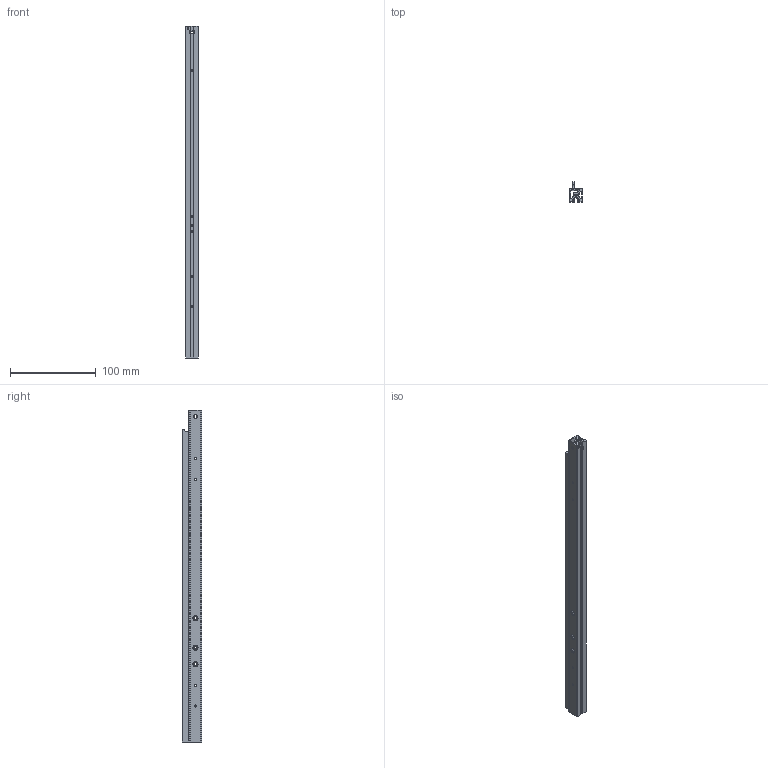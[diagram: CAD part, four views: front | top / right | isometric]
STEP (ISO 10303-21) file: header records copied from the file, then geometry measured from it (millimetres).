
FILE_DESCRIPTION (( 'STEP AP214' ), '1' );
FILE_NAME ('JXHMP4602-03021-a ヶ酘蕾翐.step', '2025-02-07T09:20:57', ( 'Windows User' ), ( 'P R C' ), 'SwSTEP 2.0', 'SolidWorks 2020', '' );
FILE_SCHEMA (( 'AUTOMOTIVE_DESIGN' ));
Length unit declared in the file: millimetre
Products named in the file (1): JXHMP4602-03021-a ヶ酘蕾翐
Bounding box: 15 x 23 x 386.75 mm (x, y, z)
Volume: 55246.4 mm3; surface area: 61075 mm2
Topology: 1 solids, 1 shells, 343 faces, 1095 edges, 694 vertices
Faces by surface type: cylinder 220, plane 123
Entity records: 13168 total; most frequent: CARTESIAN_POINT 3435, ORIENTED_EDGE 2190, DIRECTION 1897, EDGE_CURVE 1095, VERTEX_POINT 694, AXIS2_PLACEMENT_3D 660, VECTOR 577, LINE 577
